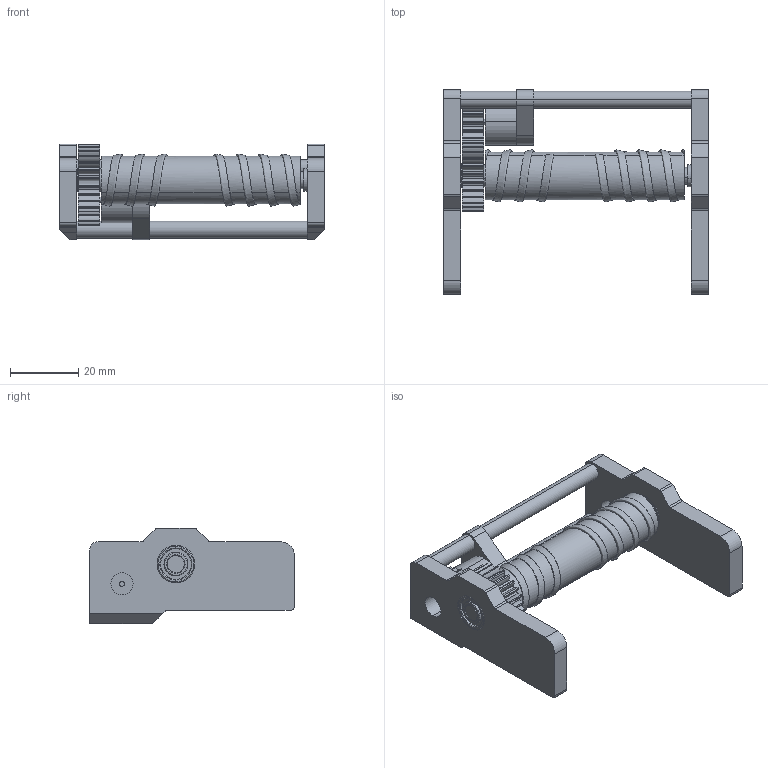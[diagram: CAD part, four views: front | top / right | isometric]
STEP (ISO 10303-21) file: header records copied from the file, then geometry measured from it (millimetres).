
FILE_DESCRIPTION (( 'STEP AP214' ), '1' );
FILE_NAME ('dribbler_assembly.STEP', '2023-12-02T03:30:06', ( '' ), ( '' ), 'SwSTEP 2.0', 'SolidWorks 2022', '' );
FILE_SCHEMA (( 'AUTOMOTIVE_DESIGN' ));
Length unit declared in the file: millimetre
Products named in the file (11): dribbler_input_gear; dribbler_output_gear; dribbler_roller_shaft; dribbler_roller; ball bearing 685-ZZ; dribbler_motor_mount; RCINPOWER GTS V3 1003 Motor; dribbler_assembly; dribbler_side_connector; dribbler_side_left; dribbler_side_right
Assembly tree (12 placements, depth 2):
  dribbler_assembly
    dribbler_side_right
    dribbler_side_left
    dribbler_side_connector  x2
    ball bearing 685-ZZ  x2
    dribbler_roller_shaft
    dribbler_roller
    dribbler_input_gear
    dribbler_output_gear
    RCINPOWER GTS V3 1003 Motor
    dribbler_motor_mount
Bounding box: 77.5 x 60 x 28 mm (x, y, z)
Volume: 30042.7 mm3; surface area: 20585.4 mm2
Topology: 14 solids, 14 shells, 428 faces, 1120 edges, 736 vertices
Faces by surface type: cylinder 316, plane 74, cone 24, torus 8, bspline 6
Entity records: 18339 total; most frequent: CARTESIAN_POINT 5312, DIRECTION 2391, ORIENTED_EDGE 2092, EDGE_CURVE 1046, AXIS2_PLACEMENT_3D 995, VERTEX_POINT 692, CIRCLE 596, EDGE_LOOP 430
